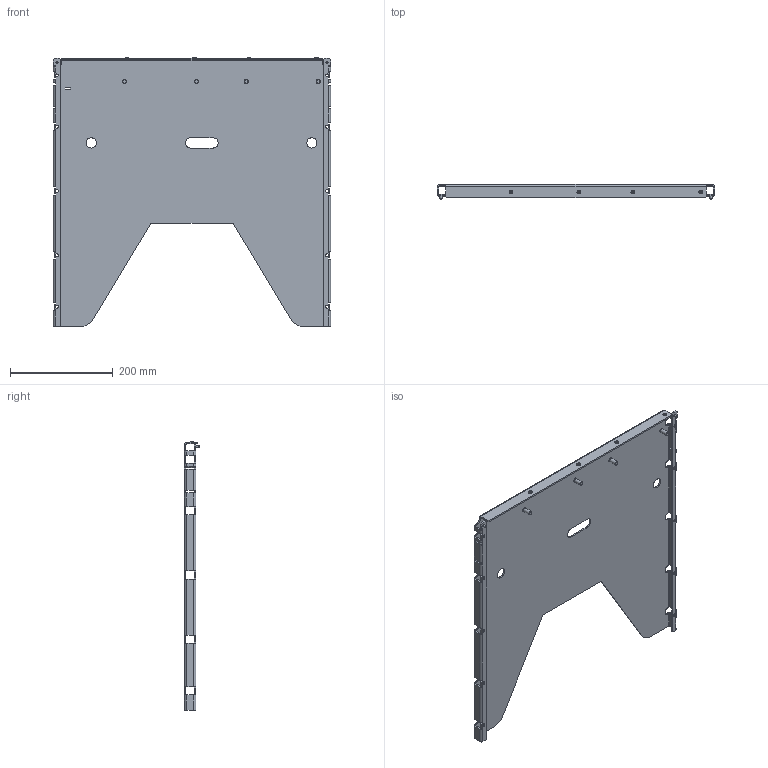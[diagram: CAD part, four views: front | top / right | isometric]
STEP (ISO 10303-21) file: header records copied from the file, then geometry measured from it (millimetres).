
FILE_DESCRIPTION(/* description */ (''),/* implementation_level */ '2;1');
FILE_NAME(/* name */ '70CTC1111965_B.stp',/* time_stamp */ '2021-06-23T14:10:39+03:00',/* author */ (''),/* organization */ (''),/* preprocessor_version */ 'ST-DEVELOPER v16.7',/* originating_system */ 'SIEMENS PLM Software NX 1892',/* authorisation */ '');
FILE_SCHEMA (('AUTOMOTIVE_DESIGN { 1 0 10303 214 3 1 1 1 }'));
Length unit declared in the file: millimetre
Products named in the file (4): SO-M5-4; PEM-FH-M8-20; PEM-TPS-4x10; 70CTC1111965
Assembly tree (10 placements, depth 2):
  70CTC1111965
    PEM-TPS-4x10  x2
    PEM-FH-M8-20  x4
    SO-M5-4  x4
Bounding box: 539 x 29.5 x 522.1 mm (x, y, z)
Volume: 769534 mm3; surface area: 527103.4 mm2
Topology: 11 solids, 11 shells, 426 faces, 1114 edges, 718 vertices
Faces by surface type: plane 242, cylinder 156, cone 28
Full cylindrical faces by diameter (mm): 4 x4, 4.134 x4, 4.813 x4, 5 x2, 5.206 x2, 6 x8, 6.12 x2, 6.408 x4, 6.764 x8, 7.12 x12, 7.14 x4, 8 x12, 8.5 x4, 9.6 x4, 20 x2
Entity records: 10184 total; most frequent: CARTESIAN_POINT 1803, DIRECTION 1716, ORIENTED_EDGE 1678, EDGE_CURVE 839, LINE 588, VECTOR 588, VERTEX_POINT 565, AXIS2_PLACEMENT_3D 564
